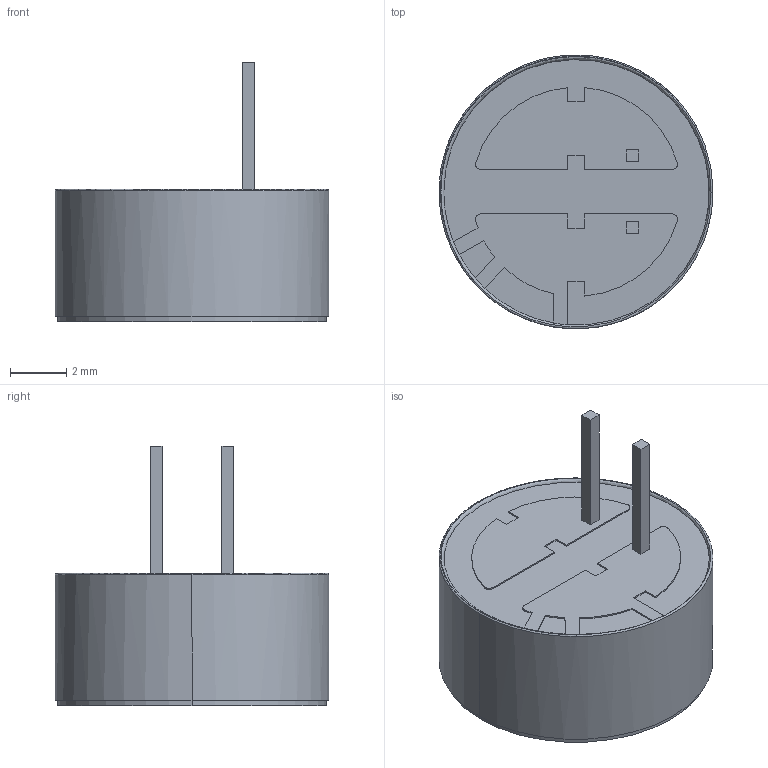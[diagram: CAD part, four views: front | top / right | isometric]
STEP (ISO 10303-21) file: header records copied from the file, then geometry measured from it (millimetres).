
FILE_DESCRIPTION(('STEP AP214'),'1');
FILE_NAME('cmc-9745-44p.stp','2018-09-09T22:11:23',('TraceParts'),('TraceParts S.A.'),'Spatial InterOp 3D',' ',' ');
FILE_SCHEMA(('automotive_design'));
Length unit declared in the file: millimetre
Products named in the file (1): cmc-9745-44p
Bounding box: 9.7 x 9.7 x 9.2 mm (x, y, z)
Volume: 343 mm3; surface area: 309.9 mm2
Topology: 1 solids, 1 shells, 63 faces, 166 edges, 108 vertices
Faces by surface type: plane 39, cylinder 21, bspline 3
Entity records: 2958 total; most frequent: CARTESIAN_POINT 865, ORIENTED_EDGE 330, DIRECTION 322, EDGE_CURVE 165, VERTEX_POINT 108, LINE 108, VECTOR 108, AXIS2_PLACEMENT_3D 107
